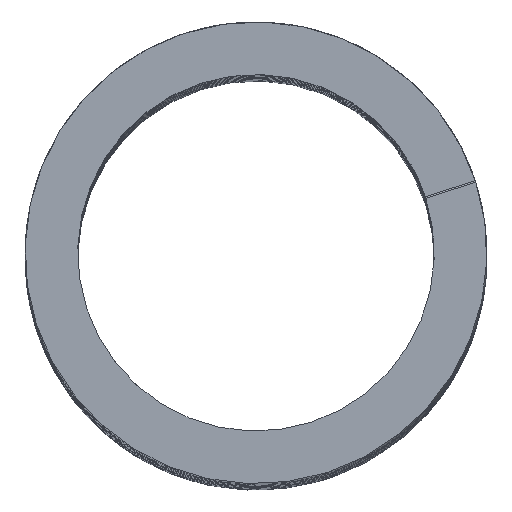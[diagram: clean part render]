
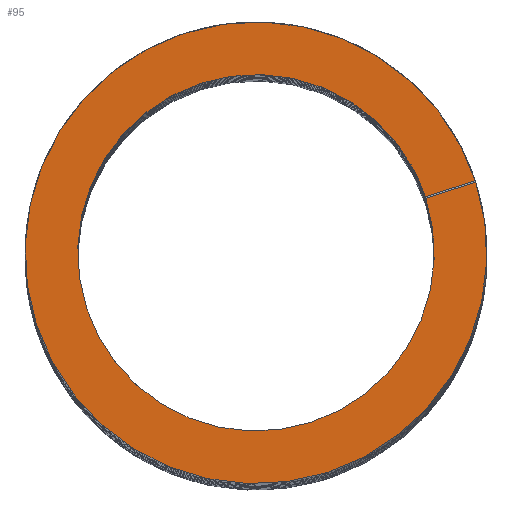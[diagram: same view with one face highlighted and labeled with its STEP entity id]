
A CAD part, top view. The second image highlights one B-rep face of the part: STEP entity #95.
In plain terms, the highlighted planar face has unit normal (0, 0, 1).
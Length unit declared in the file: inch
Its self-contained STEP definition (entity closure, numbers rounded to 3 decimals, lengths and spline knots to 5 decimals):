
#91=PLANE('',#176);
#95=ADVANCED_FACE('',(#103),#91,.T.);
#103=FACE_OUTER_BOUND('',#109,.T.);
#109=EDGE_LOOP('',(#128,#129,#130,#131));
#112=CIRCLE('',#169,0.25);
#114=CIRCLE('',#172,0.193);
#128=ORIENTED_EDGE('',*,*,#158,.F.);
#129=ORIENTED_EDGE('',*,*,#152,.F.);
#130=ORIENTED_EDGE('',*,*,#159,.F.);
#131=ORIENTED_EDGE('',*,*,#149,.T.);
#140=VERTEX_POINT('',#629);
#142=VERTEX_POINT('',#632);
#144=VERTEX_POINT('',#1064);
#145=VERTEX_POINT('',#1065);
#149=EDGE_CURVE('',#142,#140,#112,.T.);
#152=EDGE_CURVE('',#144,#145,#114,.T.);
#158=EDGE_CURVE('',#145,#140,#166,.T.);
#159=EDGE_CURVE('',#142,#144,#167,.T.);
#166=B_SPLINE_CURVE_WITH_KNOTS('',3,(#1930,#1931,#1932,#1933,#1934,#1935,
#1936,#1937,#1938,#1939,#1940,#1941,#1942),.UNSPECIFIED.,.F.,.F.,(4,3,3,
3,4),(0.,0.40879,0.76126,0.96693,1.),
 .UNSPECIFIED.);
#167=B_SPLINE_CURVE_WITH_KNOTS('',3,(#1943,#1944,#1945,#1946,#1947,#1948,
#1949,#1950,#1951,#1952),.UNSPECIFIED.,.F.,.F.,(4,3,3,4),(0.,0.60119,
0.98812,1.),.UNSPECIFIED.);
#169=AXIS2_PLACEMENT_3D('',#631,#179,#180);
#172=AXIS2_PLACEMENT_3D('',#1063,#185,#186);
#176=AXIS2_PLACEMENT_3D('',#1953,#193,#194);
#179=DIRECTION('',(0.,0.,1.));
#180=DIRECTION('',(1.,0.,0.));
#185=DIRECTION('',(0.,0.,1.));
#186=DIRECTION('',(1.,0.,0.));
#193=DIRECTION('',(0.,0.,1.));
#194=DIRECTION('',(1.,0.,0.));
#629=CARTESIAN_POINT('',(-4.95616,3.21035,0.));
#631=CARTESIAN_POINT('',(-5.19416,3.13384,0.));
#632=CARTESIAN_POINT('',(-4.95674,3.21213,0.));
#1063=CARTESIAN_POINT('',(-5.19416,3.13384,0.));
#1064=CARTESIAN_POINT('',(-5.01092,3.19444,0.));
#1065=CARTESIAN_POINT('',(-5.01034,3.19265,0.));
#1930=CARTESIAN_POINT('',(-5.01034,3.19265,0.));
#1931=CARTESIAN_POINT('',(-5.00296,3.19506,0.));
#1932=CARTESIAN_POINT('',(-4.99557,3.19747,0.));
#1933=CARTESIAN_POINT('',(-4.98819,3.19988,0.));
#1934=CARTESIAN_POINT('',(-4.98183,3.20197,0.));
#1935=CARTESIAN_POINT('',(-4.97546,3.20405,0.));
#1936=CARTESIAN_POINT('',(-4.96909,3.20612,0.));
#1937=CARTESIAN_POINT('',(-4.96537,3.20732,0.));
#1938=CARTESIAN_POINT('',(-4.96165,3.20852,0.));
#1939=CARTESIAN_POINT('',(-4.95795,3.20976,0.));
#1940=CARTESIAN_POINT('',(-4.95735,3.20995,0.));
#1941=CARTESIAN_POINT('',(-4.95675,3.21015,0.));
#1942=CARTESIAN_POINT('',(-4.95616,3.21035,0.));
#1943=CARTESIAN_POINT('',(-4.95674,3.21213,0.));
#1944=CARTESIAN_POINT('',(-4.9676,3.20859,0.));
#1945=CARTESIAN_POINT('',(-4.97846,3.20505,0.));
#1946=CARTESIAN_POINT('',(-4.98931,3.2015,0.));
#1947=CARTESIAN_POINT('',(-4.9963,3.19922,0.));
#1948=CARTESIAN_POINT('',(-5.00329,3.19693,0.));
#1949=CARTESIAN_POINT('',(-5.01028,3.19465,0.));
#1950=CARTESIAN_POINT('',(-5.01049,3.19458,0.));
#1951=CARTESIAN_POINT('',(-5.01071,3.19451,0.));
#1952=CARTESIAN_POINT('',(-5.01092,3.19444,0.));
#1953=CARTESIAN_POINT('',(-5.19416,3.13384,0.));
